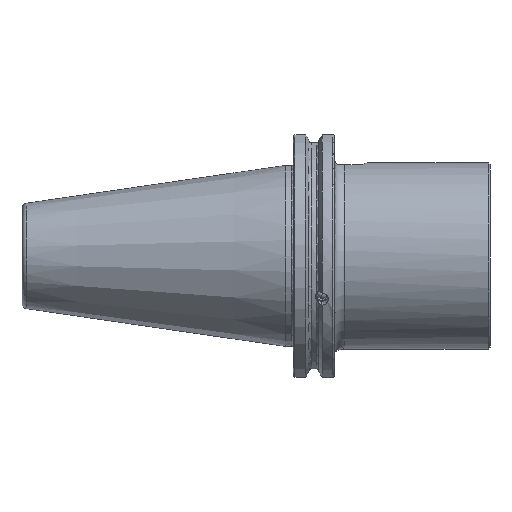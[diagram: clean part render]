
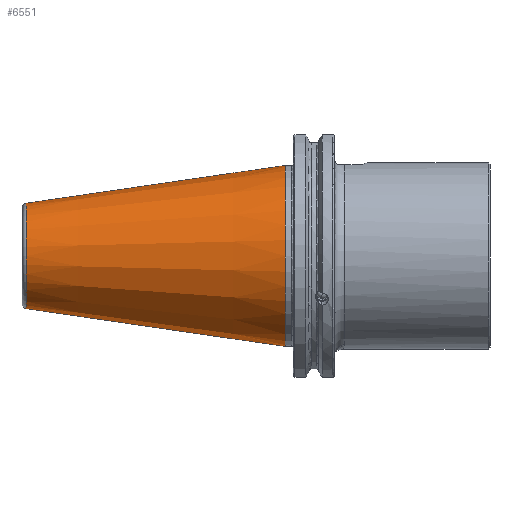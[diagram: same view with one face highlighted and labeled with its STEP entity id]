
A CAD part, front view. The second image highlights one B-rep face of the part: STEP entity #6551.
In plain terms, the highlighted conical face has half-angle 8.297 degrees and reference radius 34.925 mm.
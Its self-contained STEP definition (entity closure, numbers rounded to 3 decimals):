
#66 = DIRECTION ( 'NONE',  ( 0.99, 0., 0.144 ) ) ;
#237 = ORIENTED_EDGE ( 'NONE', *, *, #7323, .T. ) ;
#324 = AXIS2_PLACEMENT_3D ( 'NONE', #6022, #5307, #4603 ) ;
#670 = VERTEX_POINT ( 'NONE', #1885 ) ;
#710 = ORIENTED_EDGE ( 'NONE', *, *, #3608, .T. ) ;
#1088 = VECTOR ( 'NONE', #6498, 1000. ) ;
#1708 = VERTEX_POINT ( 'NONE', #5306 ) ;
#1836 = CARTESIAN_POINT ( 'NONE',  ( 0., 0., 0. ) ) ;
#1885 = CARTESIAN_POINT ( 'NONE',  ( -99.889, 0., 20.358 ) ) ;
#2408 = CIRCLE ( 'NONE', #324, 34.925 ) ;
#3179 = LINE ( 'NONE', #5523, #4997 ) ;
#3248 = VERTEX_POINT ( 'NONE', #6135 ) ;
#3419 = ORIENTED_EDGE ( 'NONE', *, *, #4333, .F. ) ;
#3504 = CONICAL_SURFACE ( 'NONE', #4515, 34.925, 0.145 ) ;
#3608 = EDGE_CURVE ( 'NONE', #8864, #3248, #2408, .T. ) ;
#3676 = DIRECTION ( 'NONE',  ( -1., 0., 0. ) ) ;
#3715 = FACE_OUTER_BOUND ( 'NONE', #6228, .T. ) ;
#4333 = EDGE_CURVE ( 'NONE', #670, #3248, #3179, .T. ) ;
#4515 = AXIS2_PLACEMENT_3D ( 'NONE', #1836, #4565, #6705 ) ;
#4565 = DIRECTION ( 'NONE',  ( 1., 0., 0. ) ) ;
#4603 = DIRECTION ( 'NONE',  ( 0., 0., 1. ) ) ;
#4707 = CARTESIAN_POINT ( 'NONE',  ( 0., 0., -34.925 ) ) ;
#4952 = CIRCLE ( 'NONE', #6941, 20.358 ) ;
#4997 = VECTOR ( 'NONE', #66, 1000. ) ;
#5306 = CARTESIAN_POINT ( 'NONE',  ( -99.889, 0., -20.358 ) ) ;
#5307 = DIRECTION ( 'NONE',  ( -1., 0., 0. ) ) ;
#5523 = CARTESIAN_POINT ( 'NONE',  ( 0., 0., 34.925 ) ) ;
#6022 = CARTESIAN_POINT ( 'NONE',  ( 0., 0., 0. ) ) ;
#6135 = CARTESIAN_POINT ( 'NONE',  ( 0., 0., 34.925 ) ) ;
#6228 = EDGE_LOOP ( 'NONE', ( #3419, #8898, #237, #710 ) ) ;
#6498 = DIRECTION ( 'NONE',  ( 0.99, 0., -0.144 ) ) ;
#6551 = ADVANCED_FACE ( 'NONE', ( #3715 ), #3504, .T. ) ;
#6705 = DIRECTION ( 'NONE',  ( 0., 0., -1. ) ) ;
#6941 = AXIS2_PLACEMENT_3D ( 'NONE', #7793, #3676, #8491 ) ;
#7323 = EDGE_CURVE ( 'NONE', #1708, #8864, #8656, .T. ) ;
#7793 = CARTESIAN_POINT ( 'NONE',  ( -99.889, 0., 0. ) ) ;
#7830 = CARTESIAN_POINT ( 'NONE',  ( 0., 0., -34.925 ) ) ;
#8491 = DIRECTION ( 'NONE',  ( 0., 0., 1. ) ) ;
#8585 = EDGE_CURVE ( 'NONE', #1708, #670, #4952, .T. ) ;
#8656 = LINE ( 'NONE', #7830, #1088 ) ;
#8864 = VERTEX_POINT ( 'NONE', #4707 ) ;
#8898 = ORIENTED_EDGE ( 'NONE', *, *, #8585, .F. ) ;
